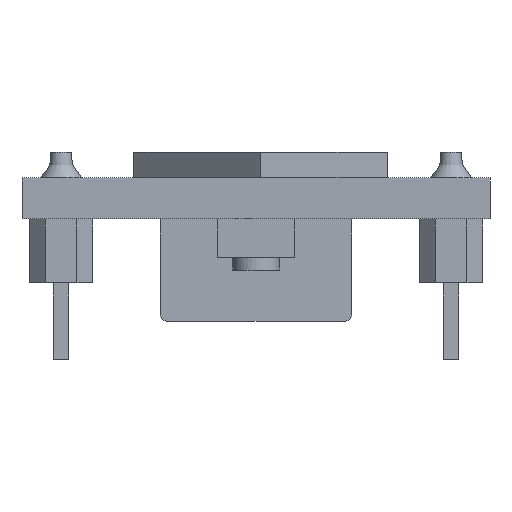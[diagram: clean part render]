
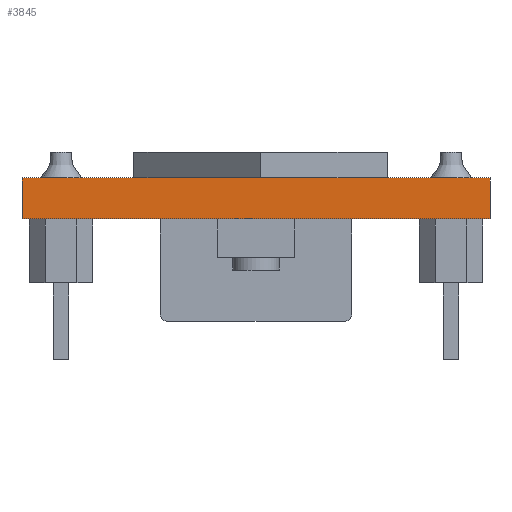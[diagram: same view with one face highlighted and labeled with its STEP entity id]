
A CAD part, front view. The second image highlights one B-rep face of the part: STEP entity #3845.
In plain terms, the highlighted planar face has unit normal (0, -1, 0).
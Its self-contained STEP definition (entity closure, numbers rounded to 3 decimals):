
#1194 = VERTEX_POINT('',#1195);
#1195 = CARTESIAN_POINT('',(-9.144,-51.308,2.5));
#1212 = VERTEX_POINT('',#1213);
#1213 = CARTESIAN_POINT('',(9.144,-51.308,2.5));
#1219 = EDGE_CURVE('',#1194,#1212,#1220,.T.);
#1220 = LINE('',#1221,#1222);
#1221 = CARTESIAN_POINT('',(-9.144,-51.308,2.5));
#1222 = VECTOR('',#1223,1.);
#1223 = DIRECTION('',(1.,0.,0.));
#3258 = EDGE_CURVE('',#1194,#3259,#3261,.T.);
#3259 = VERTEX_POINT('',#3260);
#3260 = CARTESIAN_POINT('',(-9.144,-51.308,4.1));
#3261 = LINE('',#3262,#3263);
#3262 = CARTESIAN_POINT('',(-9.144,-51.308,2.5));
#3263 = VECTOR('',#3264,1.);
#3264 = DIRECTION('',(0.,0.,1.));
#3282 = EDGE_CURVE('',#3259,#3283,#3285,.T.);
#3283 = VERTEX_POINT('',#3284);
#3284 = CARTESIAN_POINT('',(9.144,-51.308,4.1));
#3285 = LINE('',#3286,#3287);
#3286 = CARTESIAN_POINT('',(-9.144,-51.308,4.1));
#3287 = VECTOR('',#3288,1.);
#3288 = DIRECTION('',(1.,0.,0.));
#3782 = EDGE_CURVE('',#1212,#3283,#3783,.T.);
#3783 = LINE('',#3784,#3785);
#3784 = CARTESIAN_POINT('',(9.144,-51.308,2.5));
#3785 = VECTOR('',#3786,1.);
#3786 = DIRECTION('',(0.,0.,1.));
#3845 = ADVANCED_FACE('',(#3846),#3852,.T.);
#3846 = FACE_BOUND('',#3847,.T.);
#3847 = EDGE_LOOP('',(#3848,#3849,#3850,#3851));
#3848 = ORIENTED_EDGE('',*,*,#1219,.T.);
#3849 = ORIENTED_EDGE('',*,*,#3782,.T.);
#3850 = ORIENTED_EDGE('',*,*,#3282,.F.);
#3851 = ORIENTED_EDGE('',*,*,#3258,.F.);
#3852 = PLANE('',#3853);
#3853 = AXIS2_PLACEMENT_3D('',#3854,#3855,#3856);
#3854 = CARTESIAN_POINT('',(-9.144,-51.308,2.5));
#3855 = DIRECTION('',(0.,-1.,0.));
#3856 = DIRECTION('',(1.,0.,0.));
